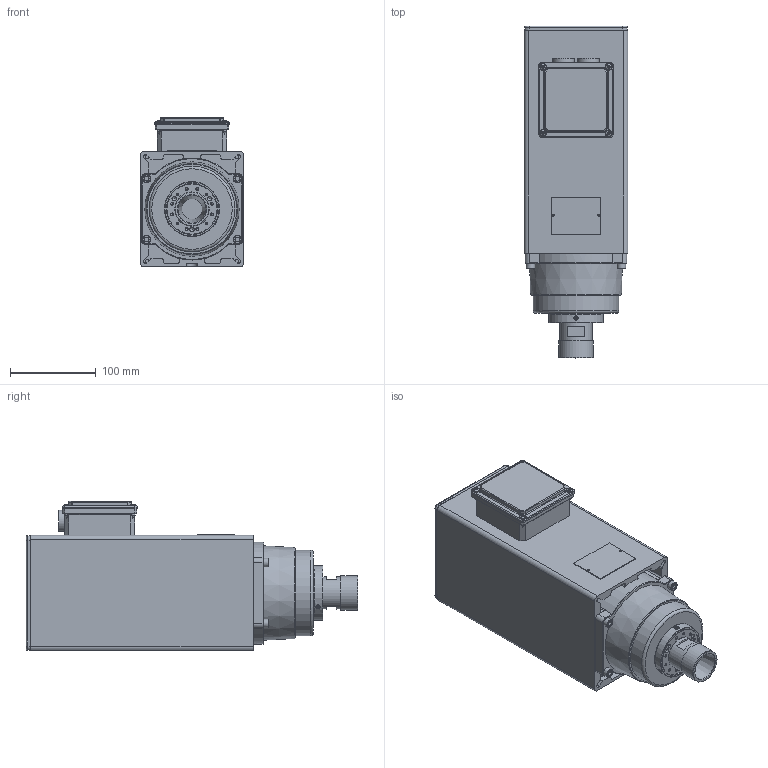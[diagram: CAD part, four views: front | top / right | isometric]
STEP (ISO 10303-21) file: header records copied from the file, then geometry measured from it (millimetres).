
FILE_DESCRIPTION( ( '' ), '1' );
FILE_NAME( '60670035.stp', '2013-11-04T14:20:39', ( 'Ing. Bottarel' ), ( 'Teknomotor S.r.l.' ), 'PSStep 15.0.49', ' ', ' ' );
FILE_SCHEMA( ( 'AUTOMOTIVE_DESIGN { 1 0 10303 214 1 1 1 1 }' ) );
Length unit declared in the file: millimetre
Products named in the file (1): Screw_DIN_912_M6x20_v9.00
Bounding box: 120.8 x 387 x 173.75 mm (x, y, z)
Volume: 4297994.1 mm3; surface area: 429436.7 mm2
Topology: 1 solids, 31 shells, 2293 faces, 5881 edges, 3756 vertices
Faces by surface type: plane 1544, cylinder 480, cone 182, torus 66, sphere 16, extrusion 4, bspline 1
Full cylindrical faces by diameter (mm): 2.2 x2, 2.5 x2, 3.242 x63, 3.714 x4, 4 x22, 4.2 x3, 4.5 x6, 4.7 x4, 4.773 x8, 4.917 x11, 5.1 x3, 6 x16, 6.5 x8, 8 x8, 8.376 x4, 9 x2, 10 x8, 12.5 x1, 14.5 x1, 17.294 x2, 20 x1, 24 x1, 25 x3, 25.02 x1, 25.3 x1, 34 x1, 37.8 x1, 38.376 x1, 40 x2, 40.1 x1
Entity records: 84495 total; most frequent: CARTESIAN_POINT 14172, ORIENTED_EDGE 10642, DIRECTION 10109, EDGE_CURVE 5321, VERTEX_POINT 3599, AXIS2_PLACEMENT_3D 3591, VECTOR 2927, LINE 2923
